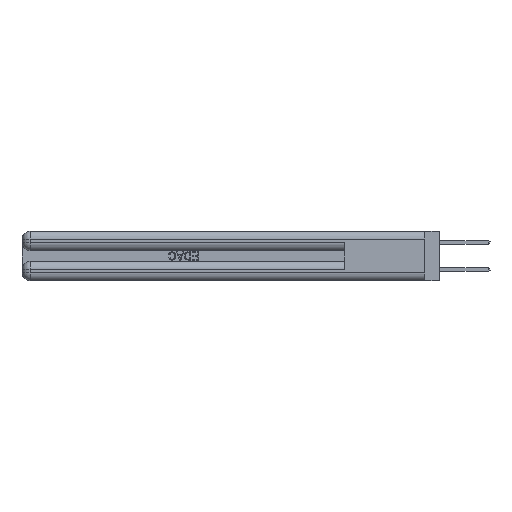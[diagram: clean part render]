
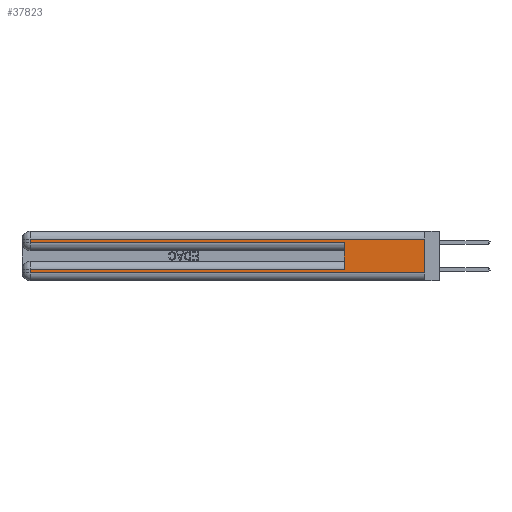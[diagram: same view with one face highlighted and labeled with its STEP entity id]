
A CAD part, left-side view. The second image highlights one B-rep face of the part: STEP entity #37823.
In plain terms, the highlighted planar face has unit normal (-1, 0, 0).
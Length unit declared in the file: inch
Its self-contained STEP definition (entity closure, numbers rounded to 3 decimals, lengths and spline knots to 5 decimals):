
#59 = FACE_OUTER_BOUND ( 'NONE', #8804, .T. ) ;
#1302 = VERTEX_POINT ( 'NONE', #17143 ) ;
#1818 = LINE ( 'NONE', #20742, #26941 ) ;
#3633 = DIRECTION ( 'NONE',  ( 0., 1., 0. ) ) ;
#4072 = ORIENTED_EDGE ( 'NONE', *, *, #8696, .T. ) ;
#5816 = VERTEX_POINT ( 'NONE', #20445 ) ;
#5857 = EDGE_CURVE ( 'NONE', #9632, #36848, #1818, .T. ) ;
#6164 = LINE ( 'NONE', #35438, #33450 ) ;
#6521 = LINE ( 'NONE', #36669, #31654 ) ;
#6552 = CARTESIAN_POINT ( 'NONE',  ( 0., 2.94, 0.06 ) ) ;
#6882 = CARTESIAN_POINT ( 'NONE',  ( 0., 0., 0.37 ) ) ;
#7880 = VERTEX_POINT ( 'NONE', #6552 ) ;
#8099 = CARTESIAN_POINT ( 'NONE',  ( 0., 2.94, 0.285 ) ) ;
#8480 = VECTOR ( 'NONE', #29536, 39.37008 ) ;
#8696 = EDGE_CURVE ( 'NONE', #36848, #7880, #35800, .T. ) ;
#8804 = EDGE_LOOP ( 'NONE', ( #29780, #23420, #38010, #10173, #10757, #43656, #4072, #34901 ) ) ;
#9048 = DIRECTION ( 'NONE',  ( 0., -1., 0. ) ) ;
#9359 = VERTEX_POINT ( 'NONE', #8099 ) ;
#9632 = VERTEX_POINT ( 'NONE', #32038 ) ;
#10173 = ORIENTED_EDGE ( 'NONE', *, *, #40531, .T. ) ;
#10696 = DIRECTION ( 'NONE',  ( 0., 0., -1. ) ) ;
#10757 = ORIENTED_EDGE ( 'NONE', *, *, #18391, .F. ) ;
#10771 = CARTESIAN_POINT ( 'NONE',  ( 0., 0., 0.06 ) ) ;
#12136 = EDGE_CURVE ( 'NONE', #39762, #19799, #6164, .T. ) ;
#12523 = CARTESIAN_POINT ( 'NONE',  ( 0., 0., 0.285 ) ) ;
#13204 = DIRECTION ( 'NONE',  ( 0., 0., 1. ) ) ;
#13953 = EDGE_CURVE ( 'NONE', #5816, #9359, #6521, .T. ) ;
#17143 = CARTESIAN_POINT ( 'NONE',  ( 0., 0.6, 0.285 ) ) ;
#17345 = VECTOR ( 'NONE', #13204, 39.37008 ) ;
#17847 = LINE ( 'NONE', #26053, #34938 ) ;
#18278 = DIRECTION ( 'NONE',  ( 0., 0., -1. ) ) ;
#18391 = EDGE_CURVE ( 'NONE', #9632, #1302, #35519, .T. ) ;
#18879 = LINE ( 'NONE', #21152, #43824 ) ;
#19634 = DIRECTION ( 'NONE',  ( 0., 0., -1. ) ) ;
#19799 = VERTEX_POINT ( 'NONE', #10771 ) ;
#20445 = CARTESIAN_POINT ( 'NONE',  ( 0., 2.94, 0.31 ) ) ;
#20742 = CARTESIAN_POINT ( 'NONE',  ( 0., 0., 0.085 ) ) ;
#20781 = DIRECTION ( 'NONE',  ( 0., 0., -1. ) ) ;
#21152 = CARTESIAN_POINT ( 'NONE',  ( 0., 0., 0.31 ) ) ;
#21211 = CARTESIAN_POINT ( 'NONE',  ( 0., 0., 0.31 ) ) ;
#23420 = ORIENTED_EDGE ( 'NONE', *, *, #27323, .T. ) ;
#26053 = CARTESIAN_POINT ( 'NONE',  ( 0., 0., 0.06 ) ) ;
#26623 = LINE ( 'NONE', #12523, #8480 ) ;
#26941 = VECTOR ( 'NONE', #3633, 39.37008 ) ;
#27323 = EDGE_CURVE ( 'NONE', #39762, #5816, #18879, .T. ) ;
#27690 = CARTESIAN_POINT ( 'NONE',  ( 0., 2.94, 0.37 ) ) ;
#29536 = DIRECTION ( 'NONE',  ( 0., -1., 0. ) ) ;
#29780 = ORIENTED_EDGE ( 'NONE', *, *, #12136, .F. ) ;
#31654 = VECTOR ( 'NONE', #19634, 39.37008 ) ;
#32038 = CARTESIAN_POINT ( 'NONE',  ( 0., 0.6, 0.085 ) ) ;
#33091 = EDGE_CURVE ( 'NONE', #7880, #19799, #17847, .T. ) ;
#33450 = VECTOR ( 'NONE', #18278, 39.37008 ) ;
#34901 = ORIENTED_EDGE ( 'NONE', *, *, #33091, .T. ) ;
#34938 = VECTOR ( 'NONE', #9048, 39.37008 ) ;
#35438 = CARTESIAN_POINT ( 'NONE',  ( 0., 0., 0.37 ) ) ;
#35519 = LINE ( 'NONE', #37050, #17345 ) ;
#35800 = LINE ( 'NONE', #27690, #43647 ) ;
#36669 = CARTESIAN_POINT ( 'NONE',  ( 0., 2.94, 0.37 ) ) ;
#36848 = VERTEX_POINT ( 'NONE', #42838 ) ;
#37050 = CARTESIAN_POINT ( 'NONE',  ( 0., 0.6, 0.145 ) ) ;
#37791 = PLANE ( 'NONE',  #43153 ) ;
#37823 = ADVANCED_FACE ( 'NONE', ( #59 ), #37791, .F. ) ;
#38010 = ORIENTED_EDGE ( 'NONE', *, *, #13953, .T. ) ;
#39762 = VERTEX_POINT ( 'NONE', #21211 ) ;
#40531 = EDGE_CURVE ( 'NONE', #9359, #1302, #26623, .T. ) ;
#41072 = DIRECTION ( 'NONE',  ( 0., 1., 0. ) ) ;
#41148 = DIRECTION ( 'NONE',  ( 1., 0., 0. ) ) ;
#42838 = CARTESIAN_POINT ( 'NONE',  ( 0., 2.94, 0.085 ) ) ;
#43153 = AXIS2_PLACEMENT_3D ( 'NONE', #6882, #41148, #20781 ) ;
#43647 = VECTOR ( 'NONE', #10696, 39.37008 ) ;
#43656 = ORIENTED_EDGE ( 'NONE', *, *, #5857, .T. ) ;
#43824 = VECTOR ( 'NONE', #41072, 39.37008 ) ;
